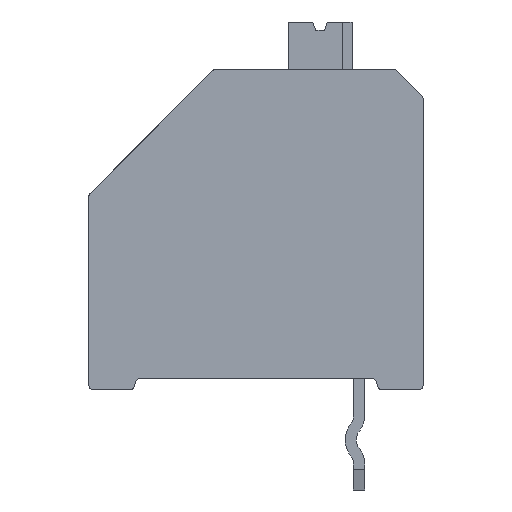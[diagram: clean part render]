
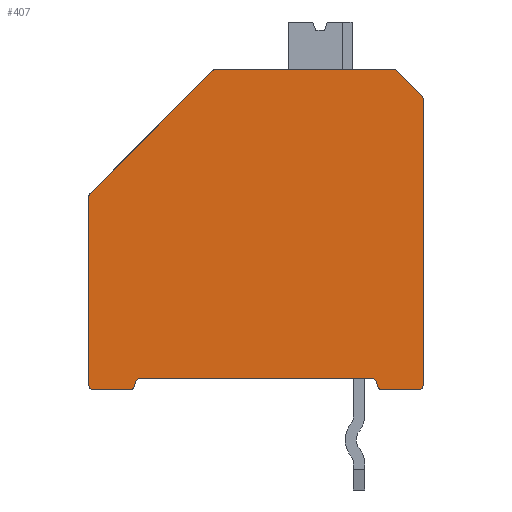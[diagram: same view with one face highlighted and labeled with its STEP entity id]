
A CAD part, front view. The second image highlights one B-rep face of the part: STEP entity #407.
In plain terms, the highlighted planar face has unit normal (0, -1, 0).
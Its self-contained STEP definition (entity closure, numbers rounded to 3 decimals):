
#407 = ADVANCED_FACE( '', ( #1065 ), #1066, .F. );
#1065 = FACE_OUTER_BOUND( '', #2006, .T. );
#1066 = PLANE( '', #2007 );
#2006 = EDGE_LOOP( '', ( #3010, #3011, #3012, #3013, #3014, #3015, #3016, #3017, #3018, #3019, #3020, #3021, #3022, #3023, #3024, #3025, #3026, #3027, #3028, #3029 ) );
#2007 = AXIS2_PLACEMENT_3D( '', #3030, #3031, #3032 );
#3010 = ORIENTED_EDGE( '', *, *, #5845, .F. );
#3011 = ORIENTED_EDGE( '', *, *, #5846, .F. );
#3012 = ORIENTED_EDGE( '', *, *, #5847, .F. );
#3013 = ORIENTED_EDGE( '', *, *, #5848, .F. );
#3014 = ORIENTED_EDGE( '', *, *, #5849, .F. );
#3015 = ORIENTED_EDGE( '', *, *, #5850, .F. );
#3016 = ORIENTED_EDGE( '', *, *, #5851, .F. );
#3017 = ORIENTED_EDGE( '', *, *, #5852, .F. );
#3018 = ORIENTED_EDGE( '', *, *, #5853, .F. );
#3019 = ORIENTED_EDGE( '', *, *, #5854, .F. );
#3020 = ORIENTED_EDGE( '', *, *, #5855, .F. );
#3021 = ORIENTED_EDGE( '', *, *, #5856, .F. );
#3022 = ORIENTED_EDGE( '', *, *, #5857, .F. );
#3023 = ORIENTED_EDGE( '', *, *, #5858, .F. );
#3024 = ORIENTED_EDGE( '', *, *, #5859, .F. );
#3025 = ORIENTED_EDGE( '', *, *, #5860, .F. );
#3026 = ORIENTED_EDGE( '', *, *, #5861, .F. );
#3027 = ORIENTED_EDGE( '', *, *, #5862, .F. );
#3028 = ORIENTED_EDGE( '', *, *, #5863, .F. );
#3029 = ORIENTED_EDGE( '', *, *, #5864, .F. );
#3030 = CARTESIAN_POINT( '', ( 4.57, -5.3, 11.16 ) );
#3031 = DIRECTION( '', ( 0., 1., 0. ) );
#3032 = DIRECTION( '', ( 0., 0., 1. ) );
#5845 = EDGE_CURVE( '', #7041, #7042, #7043, .T. );
#5846 = EDGE_CURVE( '', #7044, #7041, #7045, .T. );
#5847 = EDGE_CURVE( '', #7046, #7044, #7047, .T. );
#5848 = EDGE_CURVE( '', #7048, #7046, #7049, .T. );
#5849 = EDGE_CURVE( '', #7050, #7048, #7051, .T. );
#5850 = EDGE_CURVE( '', #7052, #7050, #7053, .T. );
#5851 = EDGE_CURVE( '', #7054, #7052, #7055, .T. );
#5852 = EDGE_CURVE( '', #7056, #7054, #7057, .T. );
#5853 = EDGE_CURVE( '', #7058, #7056, #7059, .T. );
#5854 = EDGE_CURVE( '', #7060, #7058, #7061, .T. );
#5855 = EDGE_CURVE( '', #7062, #7060, #7063, .T. );
#5856 = EDGE_CURVE( '', #7064, #7062, #7065, .T. );
#5857 = EDGE_CURVE( '', #7066, #7064, #7067, .T. );
#5858 = EDGE_CURVE( '', #7068, #7066, #7069, .T. );
#5859 = EDGE_CURVE( '', #7070, #7068, #7071, .T. );
#5860 = EDGE_CURVE( '', #7072, #7070, #7073, .T. );
#5861 = EDGE_CURVE( '', #7074, #7072, #7075, .T. );
#5862 = EDGE_CURVE( '', #7076, #7074, #7077, .T. );
#5863 = EDGE_CURVE( '', #7078, #7076, #7079, .T. );
#5864 = EDGE_CURVE( '', #7042, #7078, #7080, .T. );
#7041 = VERTEX_POINT( '', #8793 );
#7042 = VERTEX_POINT( '', #8794 );
#7043 = CIRCLE( '', #8795, 0.17 );
#7044 = VERTEX_POINT( '', #8796 );
#7045 = LINE( '', #8797, #8798 );
#7046 = VERTEX_POINT( '', #8799 );
#7047 = CIRCLE( '', #8800, 0.17 );
#7048 = VERTEX_POINT( '', #8801 );
#7049 = LINE( '', #8802, #8803 );
#7050 = VERTEX_POINT( '', #8804 );
#7051 = CIRCLE( '', #8805, 0.17 );
#7052 = VERTEX_POINT( '', #8806 );
#7053 = LINE( '', #8807, #8808 );
#7054 = VERTEX_POINT( '', #8809 );
#7055 = CIRCLE( '', #8810, 0.17 );
#7056 = VERTEX_POINT( '', #8811 );
#7057 = LINE( '', #8812, #8813 );
#7058 = VERTEX_POINT( '', #8814 );
#7059 = CIRCLE( '', #8815, 0.17 );
#7060 = VERTEX_POINT( '', #8816 );
#7061 = LINE( '', #8817, #8818 );
#7062 = VERTEX_POINT( '', #8819 );
#7063 = CIRCLE( '', #8820, 0.17 );
#7064 = VERTEX_POINT( '', #8821 );
#7065 = LINE( '', #8822, #8823 );
#7066 = VERTEX_POINT( '', #8824 );
#7067 = CIRCLE( '', #8825, 0.17 );
#7068 = VERTEX_POINT( '', #8826 );
#7069 = LINE( '', #8827, #8828 );
#7070 = VERTEX_POINT( '', #8829 );
#7071 = CIRCLE( '', #8830, 0.17 );
#7072 = VERTEX_POINT( '', #8831 );
#7073 = LINE( '', #8832, #8833 );
#7074 = VERTEX_POINT( '', #8834 );
#7075 = CIRCLE( '', #8835, 0.17 );
#7076 = VERTEX_POINT( '', #8836 );
#7077 = LINE( '', #8837, #8838 );
#7078 = VERTEX_POINT( '', #8839 );
#7079 = CIRCLE( '', #8840, 0.17 );
#7080 = LINE( '', #8841, #8842 );
#8793 = CARTESIAN_POINT( '', ( 4.45, -5.3, 11.28 ) );
#8794 = CARTESIAN_POINT( '', ( 4.57, -5.3, 11.33 ) );
#8795 = AXIS2_PLACEMENT_3D( '', #11102, #11103, #11104 );
#8796 = CARTESIAN_POINT( '', ( 0.05, -5.3, 6.88 ) );
#8797 = CARTESIAN_POINT( '', ( 0.05, -5.3, 6.88 ) );
#8798 = VECTOR( '', #11105, 1000. );
#8799 = CARTESIAN_POINT( '', ( 0., -5.3, 6.76 ) );
#8800 = AXIS2_PLACEMENT_3D( '', #11106, #11107, #11108 );
#8801 = CARTESIAN_POINT( '', ( 0., -5.3, 0. ) );
#8802 = CARTESIAN_POINT( '', ( 0., -5.3, 6.76 ) );
#8803 = VECTOR( '', #11109, 1000. );
#8804 = CARTESIAN_POINT( '', ( 0.17, -5.3, -0.17 ) );
#8805 = AXIS2_PLACEMENT_3D( '', #11110, #11111, #11112 );
#8806 = CARTESIAN_POINT( '', ( 1.47, -5.3, -0.17 ) );
#8807 = CARTESIAN_POINT( '', ( 1.47, -5.3, -0.17 ) );
#8808 = VECTOR( '', #11113, 1000. );
#8809 = CARTESIAN_POINT( '', ( 1.634, -5.3, -0.044 ) );
#8810 = AXIS2_PLACEMENT_3D( '', #11114, #11115, #11116 );
#8811 = CARTESIAN_POINT( '', ( 1.673, -5.3, 0.104 ) );
#8812 = CARTESIAN_POINT( '', ( 1.634, -5.3, -0.044 ) );
#8813 = VECTOR( '', #11117, 1000. );
#8814 = CARTESIAN_POINT( '', ( 1.838, -5.3, 0.23 ) );
#8815 = AXIS2_PLACEMENT_3D( '', #11118, #11119, #11120 );
#8816 = CARTESIAN_POINT( '', ( 10.162, -5.3, 0.23 ) );
#8817 = CARTESIAN_POINT( '', ( 1.838, -5.3, 0.23 ) );
#8818 = VECTOR( '', #11121, 1000. );
#8819 = CARTESIAN_POINT( '', ( 10.327, -5.3, 0.104 ) );
#8820 = AXIS2_PLACEMENT_3D( '', #11122, #11123, #11124 );
#8821 = CARTESIAN_POINT( '', ( 10.366, -5.3, -0.044 ) );
#8822 = CARTESIAN_POINT( '', ( 10.327, -5.3, 0.104 ) );
#8823 = VECTOR( '', #11125, 1000. );
#8824 = CARTESIAN_POINT( '', ( 10.53, -5.3, -0.17 ) );
#8825 = AXIS2_PLACEMENT_3D( '', #11126, #11127, #11128 );
#8826 = CARTESIAN_POINT( '', ( 11.83, -5.3, -0.17 ) );
#8827 = CARTESIAN_POINT( '', ( 11.83, -5.3, -0.17 ) );
#8828 = VECTOR( '', #11129, 1000. );
#8829 = CARTESIAN_POINT( '', ( 12., -5.3, 0. ) );
#8830 = AXIS2_PLACEMENT_3D( '', #11130, #11131, #11132 );
#8831 = CARTESIAN_POINT( '', ( 12., -5.3, 10.26 ) );
#8832 = CARTESIAN_POINT( '', ( 12., -5.3, 0. ) );
#8833 = VECTOR( '', #11133, 1000. );
#8834 = CARTESIAN_POINT( '', ( 11.95, -5.3, 10.38 ) );
#8835 = AXIS2_PLACEMENT_3D( '', #11134, #11135, #11136 );
#8836 = CARTESIAN_POINT( '', ( 11.05, -5.3, 11.28 ) );
#8837 = CARTESIAN_POINT( '', ( 11.05, -5.3, 11.28 ) );
#8838 = VECTOR( '', #11137, 1000. );
#8839 = CARTESIAN_POINT( '', ( 10.93, -5.3, 11.33 ) );
#8840 = AXIS2_PLACEMENT_3D( '', #11138, #11139, #11140 );
#8841 = CARTESIAN_POINT( '', ( 4.57, -5.3, 11.33 ) );
#8842 = VECTOR( '', #11141, 1000. );
#11102 = CARTESIAN_POINT( '', ( 4.57, -5.3, 11.16 ) );
#11103 = DIRECTION( '', ( 0., 1., 0. ) );
#11104 = DIRECTION( '', ( 1., 0., 0. ) );
#11105 = DIRECTION( '', ( 0.707, 0., 0.707 ) );
#11106 = CARTESIAN_POINT( '', ( 0.17, -5.3, 6.76 ) );
#11107 = DIRECTION( '', ( 0., 1., 0. ) );
#11108 = DIRECTION( '', ( 1., 0., 0. ) );
#11109 = DIRECTION( '', ( 0., 0., 1. ) );
#11110 = CARTESIAN_POINT( '', ( 0.17, -5.3, 0. ) );
#11111 = DIRECTION( '', ( 0., 1., 0. ) );
#11112 = DIRECTION( '', ( 1., 0., 0. ) );
#11113 = DIRECTION( '', ( -1., 0., 0. ) );
#11114 = CARTESIAN_POINT( '', ( 1.47, -5.3, 0. ) );
#11115 = DIRECTION( '', ( 0., 1., 0. ) );
#11116 = DIRECTION( '', ( 1., 0., 0. ) );
#11117 = DIRECTION( '', ( -0.259, 0., -0.966 ) );
#11118 = CARTESIAN_POINT( '', ( 1.838, -5.3, 0.06 ) );
#11119 = DIRECTION( '', ( 0., -1., 0. ) );
#11120 = DIRECTION( '', ( 1., 0., 0. ) );
#11121 = DIRECTION( '', ( -1., 0., 0. ) );
#11122 = CARTESIAN_POINT( '', ( 10.162, -5.3, 0.06 ) );
#11123 = DIRECTION( '', ( 0., -1., 0. ) );
#11124 = DIRECTION( '', ( 1., 0., 0. ) );
#11125 = DIRECTION( '', ( -0.259, 0., 0.966 ) );
#11126 = CARTESIAN_POINT( '', ( 10.53, -5.3, 0. ) );
#11127 = DIRECTION( '', ( 0., 1., 0. ) );
#11128 = DIRECTION( '', ( 1., 0., 0. ) );
#11129 = DIRECTION( '', ( -1., 0., 0. ) );
#11130 = CARTESIAN_POINT( '', ( 11.83, -5.3, 0. ) );
#11131 = DIRECTION( '', ( 0., 1., 0. ) );
#11132 = DIRECTION( '', ( -1., 0., 0. ) );
#11133 = DIRECTION( '', ( 0., 0., -1. ) );
#11134 = CARTESIAN_POINT( '', ( 11.83, -5.3, 10.26 ) );
#11135 = DIRECTION( '', ( 0., 1., 0. ) );
#11136 = DIRECTION( '', ( -1., 0., 0. ) );
#11137 = DIRECTION( '', ( 0.707, 0., -0.707 ) );
#11138 = CARTESIAN_POINT( '', ( 10.93, -5.3, 11.16 ) );
#11139 = DIRECTION( '', ( 0., 1., 0. ) );
#11140 = DIRECTION( '', ( 1., 0., 0. ) );
#11141 = DIRECTION( '', ( 1., 0., 0. ) );
